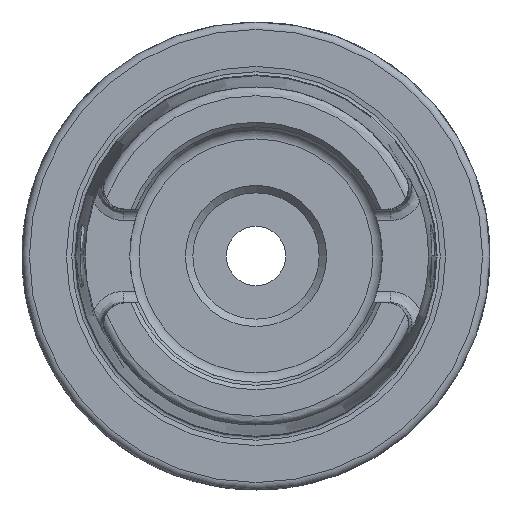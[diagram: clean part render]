
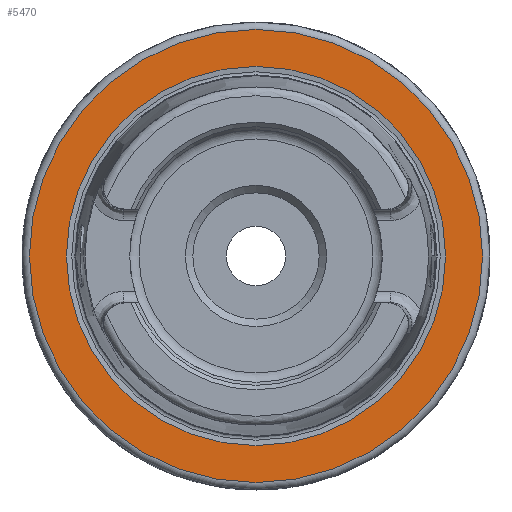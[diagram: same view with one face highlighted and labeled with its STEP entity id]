
A CAD part, left-side view. The second image highlights one B-rep face of the part: STEP entity #5470.
In plain terms, the highlighted planar face has unit normal (-1, 0, 0).
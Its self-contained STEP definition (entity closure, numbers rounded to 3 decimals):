
#92=FACE_BOUND('',#661,.T.);
#189=PLANE('',#5865);
#354=FACE_OUTER_BOUND('',#660,.T.);
#660=EDGE_LOOP('',(#3905,#3906));
#661=EDGE_LOOP('',(#3907,#3908));
#991=CIRCLE('',#5863,30.5);
#992=CIRCLE('',#5864,30.5);
#993=CIRCLE('',#5866,25.521);
#994=CIRCLE('',#5867,25.521);
#2235=VERTEX_POINT('',#8645);
#2236=VERTEX_POINT('',#8647);
#2237=VERTEX_POINT('',#8651);
#2238=VERTEX_POINT('',#8652);
#2878=EDGE_CURVE('',#2235,#2236,#991,.T.);
#2879=EDGE_CURVE('',#2236,#2235,#992,.T.);
#2880=EDGE_CURVE('',#2237,#2238,#993,.T.);
#2881=EDGE_CURVE('',#2238,#2237,#994,.T.);
#3905=ORIENTED_EDGE('',*,*,#2879,.F.);
#3906=ORIENTED_EDGE('',*,*,#2878,.F.);
#3907=ORIENTED_EDGE('',*,*,#2880,.T.);
#3908=ORIENTED_EDGE('',*,*,#2881,.T.);
#5470=ADVANCED_FACE('',(#354,#92),#189,.T.);
#5863=AXIS2_PLACEMENT_3D('',#8648,#6656,#6657);
#5864=AXIS2_PLACEMENT_3D('',#8649,#6658,#6659);
#5865=AXIS2_PLACEMENT_3D('',#8650,#6660,#6661);
#5866=AXIS2_PLACEMENT_3D('',#8653,#6662,#6663);
#5867=AXIS2_PLACEMENT_3D('',#8654,#6664,#6665);
#6656=DIRECTION('center_axis',(1.,0.,0.));
#6657=DIRECTION('ref_axis',(0.,0.,-1.));
#6658=DIRECTION('center_axis',(1.,0.,0.));
#6659=DIRECTION('ref_axis',(0.,0.,-1.));
#6660=DIRECTION('center_axis',(-1.,0.,0.));
#6661=DIRECTION('ref_axis',(0.,0.,1.));
#6662=DIRECTION('center_axis',(1.,0.,0.));
#6663=DIRECTION('ref_axis',(0.,0.,-1.));
#6664=DIRECTION('center_axis',(1.,0.,0.));
#6665=DIRECTION('ref_axis',(0.,0.,-1.));
#8645=CARTESIAN_POINT('',(0.,0.,30.5));
#8647=CARTESIAN_POINT('',(0.,30.5,0.));
#8648=CARTESIAN_POINT('Origin',(0.,0.,
0.));
#8649=CARTESIAN_POINT('Origin',(0.,0.,
0.));
#8650=CARTESIAN_POINT('Origin',(0.,30.5,0.));
#8651=CARTESIAN_POINT('',(0.,25.521,0.));
#8652=CARTESIAN_POINT('',(0.,-25.521,0.));
#8653=CARTESIAN_POINT('Origin',(0.,0.,
0.));
#8654=CARTESIAN_POINT('Origin',(0.,0.,
0.));
